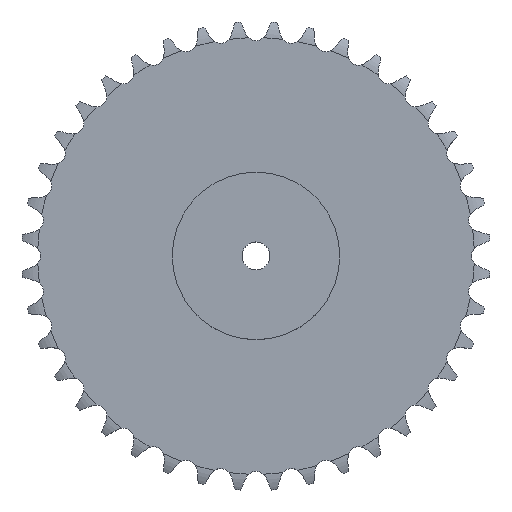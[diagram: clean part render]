
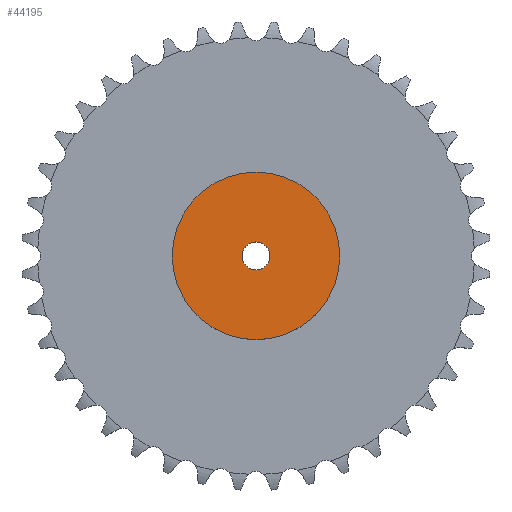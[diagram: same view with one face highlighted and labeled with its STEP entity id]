
A CAD part, top view. The second image highlights one B-rep face of the part: STEP entity #44195.
In plain terms, the highlighted planar face has unit normal (0, 0, 1).
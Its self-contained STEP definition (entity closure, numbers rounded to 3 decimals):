
#4893 = CYLINDRICAL_SURFACE('',#4894,75.);
#4894 = AXIS2_PLACEMENT_3D('',#4895,#4896,#4897);
#4895 = CARTESIAN_POINT('',(0.,0.,0.));
#4896 = DIRECTION('',(-0.,-0.,-1.));
#4897 = DIRECTION('',(1.,0.,0.));
#27650 = VERTEX_POINT('',#27651);
#27651 = CARTESIAN_POINT('',(75.,0.,55.));
#27672 = EDGE_CURVE('',#27650,#27650,#27673,.T.);
#27673 = SURFACE_CURVE('',#27674,(#27679,#27686),.PCURVE_S1.);
#27674 = CIRCLE('',#27675,75.);
#27675 = AXIS2_PLACEMENT_3D('',#27676,#27677,#27678);
#27676 = CARTESIAN_POINT('',(0.,0.,55.));
#27677 = DIRECTION('',(0.,0.,1.));
#27678 = DIRECTION('',(1.,0.,0.));
#27679 = PCURVE('',#4893,#27680);
#27680 = DEFINITIONAL_REPRESENTATION('',(#27681),#27685);
#27681 = LINE('',#27682,#27683);
#27682 = CARTESIAN_POINT('',(-0.,-55.));
#27683 = VECTOR('',#27684,1.);
#27684 = DIRECTION('',(-1.,0.));
#27685 = ( GEOMETRIC_REPRESENTATION_CONTEXT(2) 
PARAMETRIC_REPRESENTATION_CONTEXT() REPRESENTATION_CONTEXT('2D SPACE',''
  ) );
#27686 = PCURVE('',#27687,#27692);
#27687 = PLANE('',#27688);
#27688 = AXIS2_PLACEMENT_3D('',#27689,#27690,#27691);
#27689 = CARTESIAN_POINT('',(0.,0.,55.)
  );
#27690 = DIRECTION('',(0.,0.,1.));
#27691 = DIRECTION('',(1.,0.,0.));
#27692 = DEFINITIONAL_REPRESENTATION('',(#27693),#27697);
#27693 = CIRCLE('',#27694,75.);
#27694 = AXIS2_PLACEMENT_2D('',#27695,#27696);
#27695 = CARTESIAN_POINT('',(0.,0.));
#27696 = DIRECTION('',(1.,0.));
#27697 = ( GEOMETRIC_REPRESENTATION_CONTEXT(2) 
PARAMETRIC_REPRESENTATION_CONTEXT() REPRESENTATION_CONTEXT('2D SPACE',''
  ) );
#37593 = CYLINDRICAL_SURFACE('',#37594,12.5);
#37594 = AXIS2_PLACEMENT_3D('',#37595,#37596,#37597);
#37595 = CARTESIAN_POINT('',(0.,0.,625.726));
#37596 = DIRECTION('',(0.,0.,1.));
#37597 = DIRECTION('',(1.,0.,0.));
#44195 = ADVANCED_FACE('',(#44196,#44199),#27687,.T.);
#44196 = FACE_BOUND('',#44197,.T.);
#44197 = EDGE_LOOP('',(#44198));
#44198 = ORIENTED_EDGE('',*,*,#27672,.T.);
#44199 = FACE_BOUND('',#44200,.T.);
#44200 = EDGE_LOOP('',(#44201));
#44201 = ORIENTED_EDGE('',*,*,#44202,.F.);
#44202 = EDGE_CURVE('',#44203,#44203,#44205,.T.);
#44203 = VERTEX_POINT('',#44204);
#44204 = CARTESIAN_POINT('',(12.5,0.,55.));
#44205 = SURFACE_CURVE('',#44206,(#44211,#44218),.PCURVE_S1.);
#44206 = CIRCLE('',#44207,12.5);
#44207 = AXIS2_PLACEMENT_3D('',#44208,#44209,#44210);
#44208 = CARTESIAN_POINT('',(0.,0.,55.));
#44209 = DIRECTION('',(0.,0.,1.));
#44210 = DIRECTION('',(1.,0.,0.));
#44211 = PCURVE('',#27687,#44212);
#44212 = DEFINITIONAL_REPRESENTATION('',(#44213),#44217);
#44213 = CIRCLE('',#44214,12.5);
#44214 = AXIS2_PLACEMENT_2D('',#44215,#44216);
#44215 = CARTESIAN_POINT('',(0.,0.));
#44216 = DIRECTION('',(1.,0.));
#44217 = ( GEOMETRIC_REPRESENTATION_CONTEXT(2) 
PARAMETRIC_REPRESENTATION_CONTEXT() REPRESENTATION_CONTEXT('2D SPACE',''
  ) );
#44218 = PCURVE('',#37593,#44219);
#44219 = DEFINITIONAL_REPRESENTATION('',(#44220),#44224);
#44220 = LINE('',#44221,#44222);
#44221 = CARTESIAN_POINT('',(0.,-570.726));
#44222 = VECTOR('',#44223,1.);
#44223 = DIRECTION('',(1.,0.));
#44224 = ( GEOMETRIC_REPRESENTATION_CONTEXT(2) 
PARAMETRIC_REPRESENTATION_CONTEXT() REPRESENTATION_CONTEXT('2D SPACE',''
  ) );
